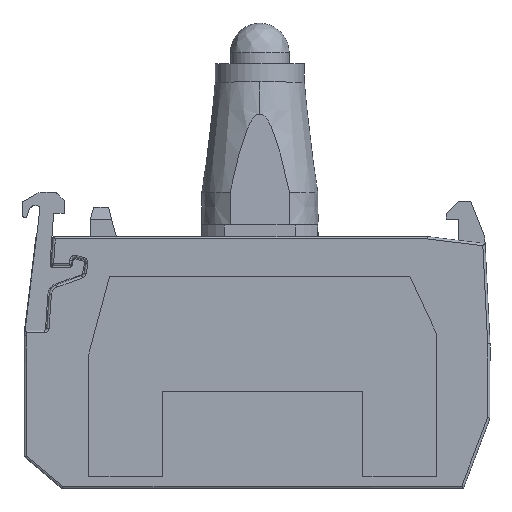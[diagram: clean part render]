
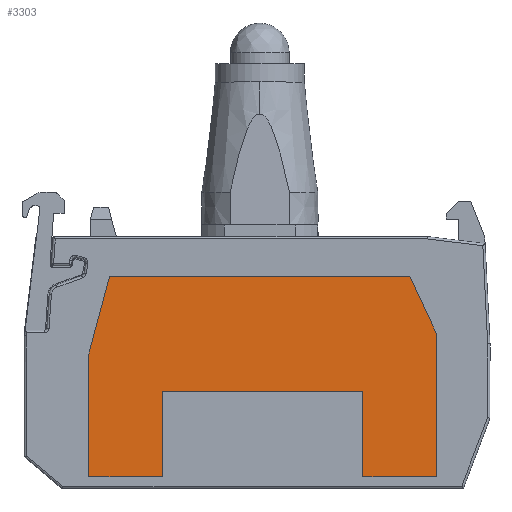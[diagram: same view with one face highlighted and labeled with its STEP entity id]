
A CAD part, top view. The second image highlights one B-rep face of the part: STEP entity #3303.
In plain terms, the highlighted planar face has unit normal (0, 0, 1).
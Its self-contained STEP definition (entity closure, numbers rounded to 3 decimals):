
#3303=ADVANCED_FACE('Solide.6 (  de JELE 60763 : issu de *SOL7 - wsp *MASTER -  ) ( Brep de *SOL7 )',(#7571),#7572,.T.);
#7571=FACE_OUTER_BOUND('',#13380,.T.);
#7572=PLANE('',#13381);
#13380=EDGE_LOOP('',(#24299,#24300,#24301,#24302,#24303,#24304,#24305,#24306,#24307,#24308));
#13381=AXIS2_PLACEMENT_3D('',#24309,#24310,#24311);
#24299=ORIENTED_EDGE('',*,*,#34870,.F.);
#24300=ORIENTED_EDGE('',*,*,#37104,.T.);
#24301=ORIENTED_EDGE('',*,*,#33853,.T.);
#24302=ORIENTED_EDGE('',*,*,#37883,.F.);
#24303=ORIENTED_EDGE('',*,*,#37440,.F.);
#24304=ORIENTED_EDGE('',*,*,#37884,.F.);
#24305=ORIENTED_EDGE('',*,*,#34991,.F.);
#24306=ORIENTED_EDGE('',*,*,#37885,.T.);
#24307=ORIENTED_EDGE('',*,*,#37886,.T.);
#24308=ORIENTED_EDGE('',*,*,#37887,.F.);
#24309=CARTESIAN_POINT('',(0.25,0.0,8.0));
#24310=DIRECTION('',(0.0,0.0,1.0));
#24311=DIRECTION('',(0.0,1.0,0.0));
#33853=EDGE_CURVE('',#40615,#40613,#40616,.T.);
#34870=EDGE_CURVE('',#42468,#42463,#42470,.T.);
#34991=EDGE_CURVE('',#42677,#42672,#42679,.T.);
#37104=EDGE_CURVE('',#42468,#40615,#46109,.T.);
#37440=EDGE_CURVE('',#46603,#46598,#46605,.T.);
#37883=EDGE_CURVE('',#46598,#40613,#47225,.T.);
#37884=EDGE_CURVE('',#42672,#46603,#47226,.T.);
#37885=EDGE_CURVE('',#42677,#47227,#47228,.T.);
#37886=EDGE_CURVE('',#47227,#47229,#47230,.T.);
#37887=EDGE_CURVE('',#42463,#47229,#47231,.T.);
#40613=VERTEX_POINT('',#50662);
#40615=VERTEX_POINT('',#50665);
#40616=LINE('',#50666,#50667);
#42463=VERTEX_POINT('',#53577);
#42468=VERTEX_POINT('',#53584);
#42470=LINE('',#53587,#53588);
#42672=VERTEX_POINT('',#53912);
#42677=VERTEX_POINT('',#53919);
#42679=LINE('',#53922,#53923);
#46109=LINE('',#59796,#59797);
#46598=VERTEX_POINT('',#60669);
#46603=VERTEX_POINT('',#60676);
#46605=LINE('',#60679,#60680);
#47225=LINE('',#61777,#61778);
#47226=LINE('',#61779,#61780);
#47227=VERTEX_POINT('',#61781);
#47228=LINE('',#61782,#61783);
#47229=VERTEX_POINT('',#61784);
#47230=LINE('',#61785,#61786);
#47231=LINE('',#61787,#61788);
#50662=CARTESIAN_POINT('',(15.1,1.0,8.0));
#50665=CARTESIAN_POINT('',(8.8,1.0,8.0));
#50666=CARTESIAN_POINT('',(11.95,1.0,8.0));
#50667=VECTOR('',#66808,1.0);
#53577=CARTESIAN_POINT('',(-8.3,8.3,8.0));
#53584=CARTESIAN_POINT('',(8.8,8.3,8.0));
#53587=CARTESIAN_POINT('',(0.25,8.3,8.0));
#53588=VECTOR('',#67775,1.0);
#53912=CARTESIAN_POINT('',(-12.825,18.1,8.0));
#53919=CARTESIAN_POINT('',(-14.6,11.477,8.0));
#53922=CARTESIAN_POINT('',(-13.713,14.789,8.0));
#53923=VECTOR('',#67878,1.0);
#59796=CARTESIAN_POINT('',(8.8,4.65,8.0));
#59797=VECTOR('',#69795,1.0);
#60669=CARTESIAN_POINT('',(15.1,13.179,8.0));
#60676=CARTESIAN_POINT('',(12.805,18.1,8.0));
#60679=CARTESIAN_POINT('',(13.953,15.639,8.0));
#60680=VECTOR('',#70072,1.0);
#61777=CARTESIAN_POINT('',(15.1,7.089,8.0));
#61778=VECTOR('',#70417,1.0);
#61779=CARTESIAN_POINT('',(-0.01,18.1,8.0));
#61780=VECTOR('',#70418,1.0);
#61781=CARTESIAN_POINT('',(-14.6,1.,8.0));
#61782=CARTESIAN_POINT('',(-14.6,6.239,8.0));
#61783=VECTOR('',#70419,1.0);
#61784=CARTESIAN_POINT('',(-8.3,1.0,8.0));
#61785=CARTESIAN_POINT('',(-11.45,1.0,8.0));
#61786=VECTOR('',#70420,1.0);
#61787=CARTESIAN_POINT('',(-8.3,4.65,8.0));
#61788=VECTOR('',#70421,1.0);
#66808=DIRECTION('',(1.0,0.0,0.0));
#67775=DIRECTION('',(-1.0,0.0,0.0));
#67878=DIRECTION('',(0.259,0.966,0.0));
#69795=DIRECTION('',(0.0,-1.0,0.0));
#70072=DIRECTION('',(0.423,-0.906,0.0));
#70417=DIRECTION('',(0.0,-1.0,0.0));
#70418=DIRECTION('',(1.0,0.0,0.0));
#70419=DIRECTION('',(0.,-1.0,0.0));
#70420=DIRECTION('',(1.0,0.0,0.0));
#70421=DIRECTION('',(0.0,-1.0,0.0));
